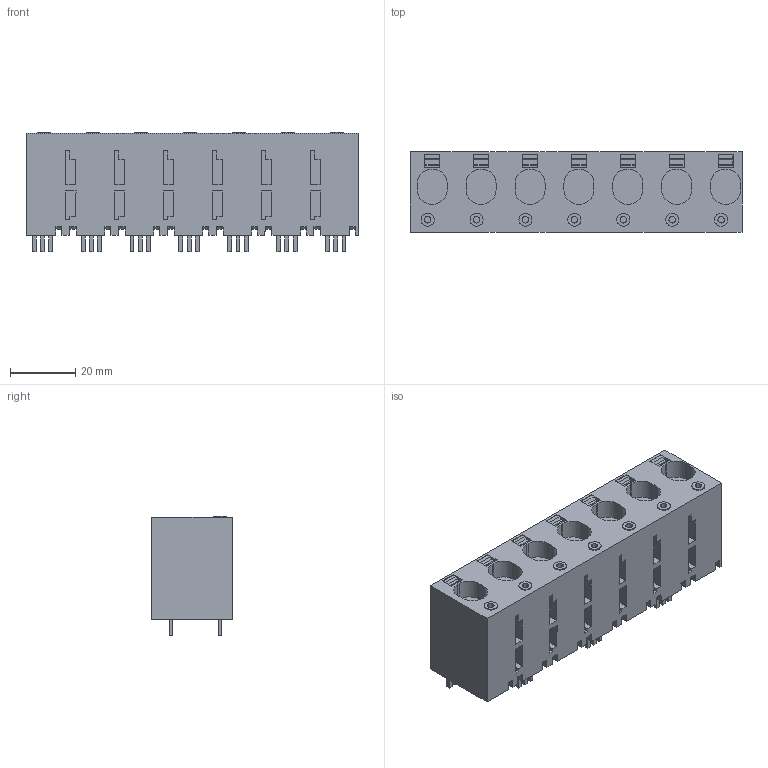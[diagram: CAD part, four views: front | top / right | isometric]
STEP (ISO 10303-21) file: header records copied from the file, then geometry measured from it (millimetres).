
FILE_DESCRIPTION(('CATIA V5 STEP Exchange','CAx-IF Rec.Pracs.--- Model Styling and Organization---1.2---2011-12-15'),'2;1');
FILE_NAME ('D1462858_0_2492260000_2492260000.stp','2018-03-29T09:34:48+00:00',('none'),('Weidmueller'),'CATIA Version 5-6 Release 2014','CATIA V5 STEP AP214','none');
FILE_SCHEMA(('AUTOMOTIVE_DESIGN { 1 0 10303 214 1 1 1 1 }'));
Length unit declared in the file: millimetre
Products named in the file (1): 2492260000
Bounding box: 101.8 x 24.7 x 36.6 mm (x, y, z)
Volume: 64459.2 mm3; surface area: 26560.2 mm2
Topology: 15 solids, 15 shells, 786 faces, 2151 edges, 1442 vertices
Faces by surface type: plane 625, extrusion 91, cylinder 70
Entity records: 25994 total; most frequent: CARTESIAN_POINT 6699, ORIENTED_EDGE 4302, DIRECTION 2929, EDGE_CURVE 2151, VECTOR 1920, LINE 1829, VERTEX_POINT 1442, EDGE_LOOP 833
